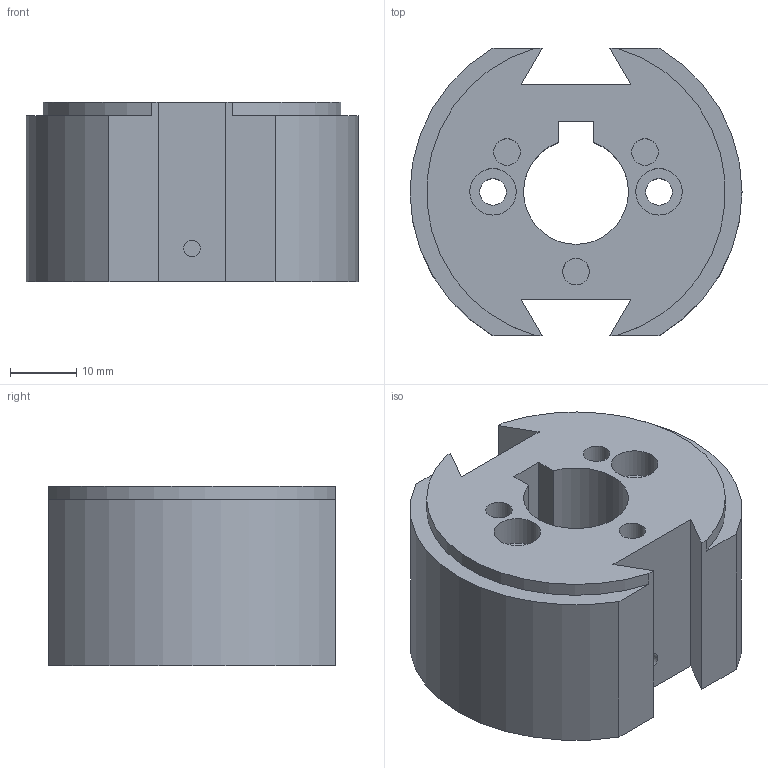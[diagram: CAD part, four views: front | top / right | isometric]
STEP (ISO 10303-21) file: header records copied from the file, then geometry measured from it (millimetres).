
FILE_DESCRIPTION(/* description */ (''),/* implementation_level */ '2;1');
FILE_NAME(/* name */ '2-blade Turbine Hub.stp',/* time_stamp */ '2024-05-14T14:00:03+01:00',/* author */ ('rjl'),/* organization */ (''),/* preprocessor_version */ 'ST-DEVELOPER v20',/* originating_system */ 'Autodesk Inventor 2025',/* authorisation */ '');
FILE_SCHEMA (('AUTOMOTIVE_DESIGN { 1 0 10303 214 3 1 1 }'));
Length unit declared in the file: millimetre
Products named in the file (1): 2 Dove Turbine Hub
Bounding box: 50 x 43.3 x 27 mm (x, y, z)
Volume: 38218 mm3; surface area: 11004.7 mm2
Topology: 1 solids, 1 shells, 35 faces, 85 edges, 57 vertices
Faces by surface type: plane 22, cylinder 13
Full cylindrical faces by diameter (mm): 2.5 x1, 4 x5, 7 x2
Entity records: 1121 total; most frequent: CARTESIAN_POINT 212, DIRECTION 180, ORIENTED_EDGE 170, EDGE_CURVE 85, AXIS2_PLACEMENT_3D 61, LINE 58, VECTOR 58, VERTEX_POINT 57
